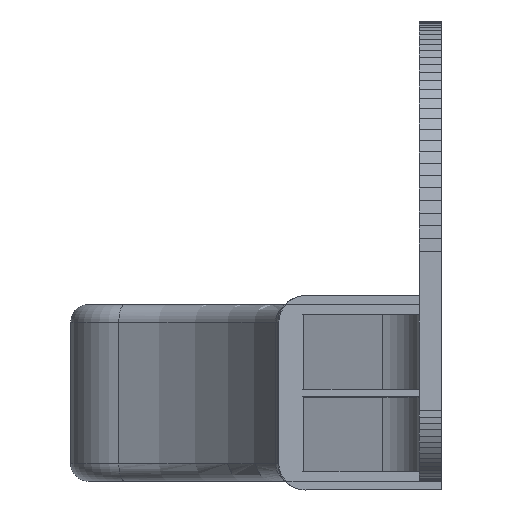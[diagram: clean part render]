
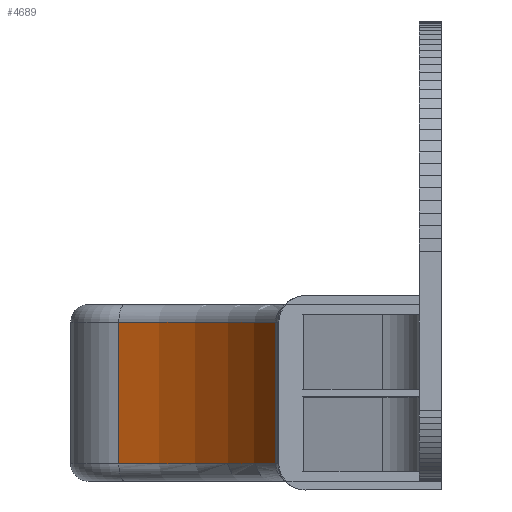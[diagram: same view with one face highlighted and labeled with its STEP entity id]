
A CAD part, left-side view. The second image highlights one B-rep face of the part: STEP entity #4689.
In plain terms, the highlighted cylindrical face has radius 32.576 mm (diameter 65.153 mm), a partial arc.
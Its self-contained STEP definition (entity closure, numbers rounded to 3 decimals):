
#21=CYLINDRICAL_SURFACE('',#4971,32.576);
#133=FACE_OUTER_BOUND('',#378,.T.);
#378=EDGE_LOOP('',(#3374,#3375,#3376,#3377));
#647=CIRCLE('',#4972,32.576);
#648=CIRCLE('',#4973,32.576);
#896=LINE('',#7557,#1500);
#897=LINE('',#7563,#1501);
#1500=VECTOR('',#5547,16.);
#1501=VECTOR('',#5554,16.);
#2131=VERTEX_POINT('',#7507);
#2139=VERTEX_POINT('',#7556);
#2140=VERTEX_POINT('',#7560);
#2141=VERTEX_POINT('',#7562);
#2629=EDGE_CURVE('',#2131,#2139,#896,.T.);
#2631=EDGE_CURVE('',#2140,#2131,#647,.T.);
#2632=EDGE_CURVE('',#2140,#2141,#897,.T.);
#2633=EDGE_CURVE('',#2139,#2141,#648,.T.);
#3374=ORIENTED_EDGE('',*,*,#2629,.F.);
#3375=ORIENTED_EDGE('',*,*,#2631,.F.);
#3376=ORIENTED_EDGE('',*,*,#2632,.T.);
#3377=ORIENTED_EDGE('',*,*,#2633,.F.);
#4689=ADVANCED_FACE('',(#133),#21,.F.);
#4971=AXIS2_PLACEMENT_3D('',#7559,#5550,#5551);
#4972=AXIS2_PLACEMENT_3D('',#7561,#5552,#5553);
#4973=AXIS2_PLACEMENT_3D('',#7564,#5555,#5556);
#5547=DIRECTION('',(0.,0.,-1.));
#5550=DIRECTION('center_axis',(0.,0.,-1.));
#5551=DIRECTION('ref_axis',(-0.305,0.952,0.));
#5552=DIRECTION('center_axis',(0.,0.,-1.));
#5553=DIRECTION('ref_axis',(0.683,-0.731,0.));
#5554=DIRECTION('',(0.,0.,-1.));
#5555=DIRECTION('center_axis',(0.,0.,1.));
#5556=DIRECTION('ref_axis',(0.683,-0.731,0.));
#7507=CARTESIAN_POINT('',(-24.437,-23.216,-2.));
#7556=CARTESIAN_POINT('',(-24.437,-23.216,-18.));
#7557=CARTESIAN_POINT('',(-24.437,-23.216,0.));
#7559=CARTESIAN_POINT('Origin',(-37.671,6.551,0.));
#7560=CARTESIAN_POINT('',(-7.389,-5.458,-2.));
#7561=CARTESIAN_POINT('Origin',(-37.671,6.551,-2.));
#7562=CARTESIAN_POINT('',(-7.389,-5.458,-18.));
#7563=CARTESIAN_POINT('',(-7.389,-5.458,0.));
#7564=CARTESIAN_POINT('Origin',(-37.671,6.551,-18.));
